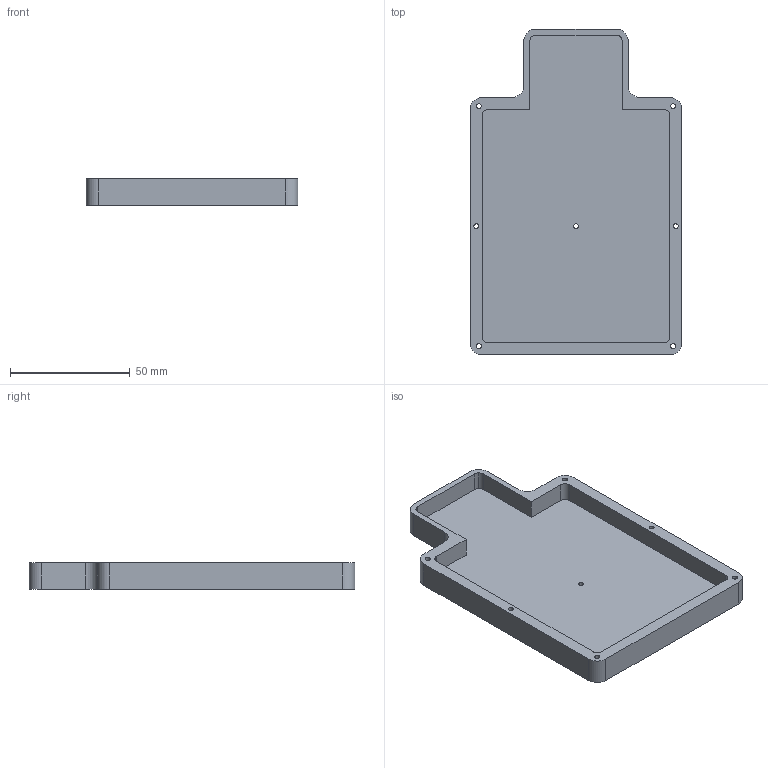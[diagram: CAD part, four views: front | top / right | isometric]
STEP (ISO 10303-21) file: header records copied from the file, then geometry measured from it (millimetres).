
FILE_DESCRIPTION(('HOOPS Exchange Step'),'2;1');
FILE_NAME('temp_export','2022-12-20T12:11:05-05:00',('jscotto'),('Shapr3D Limited'),'HOOPS Exchange 2022.1','Shapr3D','Authorized');
FILE_SCHEMA( ('AUTOMOTIVE_DESIGN { 1 0 10303 214 1 1 1 1 }') );
Length unit declared in the file: millimetre
Products named in the file (1): root
Bounding box: 88.2 x 135.75 x 11 mm (x, y, z)
Volume: 46399.7 mm3; surface area: 30041.7 mm2
Topology: 1 solids, 1 shells, 58 faces, 168 edges, 113 vertices
Faces by surface type: cylinder 25, plane 19, bspline 10, cone 4
Full cylindrical faces by diameter (mm): 2 x5, 2.1 x2, 4 x4
Entity records: 6771 total; most frequent: CARTESIAN_POINT 5222, ORIENTED_EDGE 336, DIRECTION 289, EDGE_CURVE 168, VERTEX_POINT 113, AXIS2_PLACEMENT_3D 104, VECTOR 81, LINE 81
